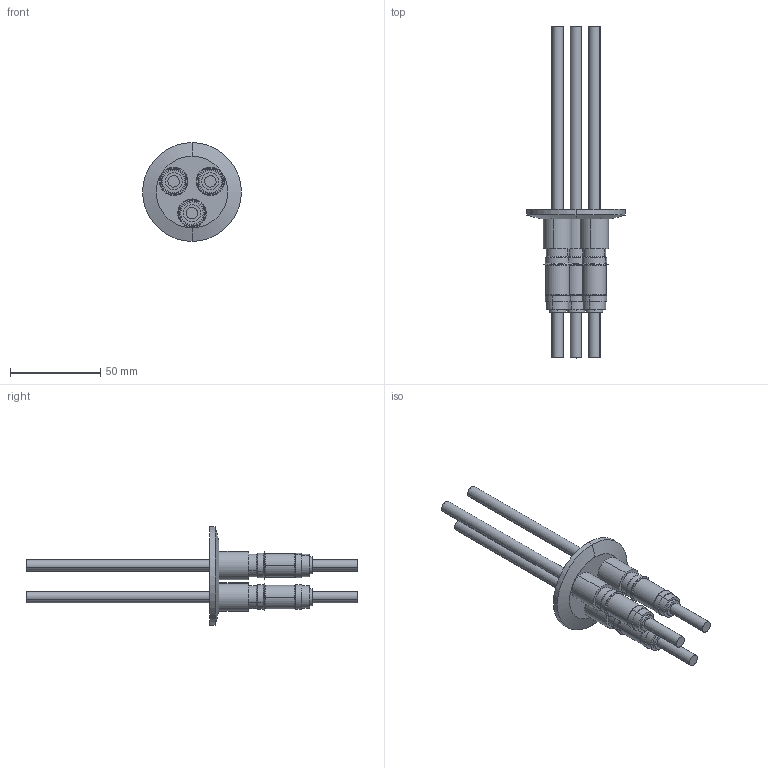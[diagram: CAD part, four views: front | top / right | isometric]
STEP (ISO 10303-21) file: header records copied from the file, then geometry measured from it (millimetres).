
FILE_DESCRIPTION (( 'STEP AP203' ), '1' );
FILE_NAME ('A0115-1-QF.STEP', '2019-10-25T13:55:23', ( '' ), ( '' ), 'SwSTEP 2.0', 'SolidWorks 2019', '' );
FILE_SCHEMA (( 'CONFIG_CONTROL_DESIGN' ));
Length unit declared in the file: inch
Products named in the file (1): A0115-1-QF
Bounding box: 54.86 x 184.15 x 54.86 mm (x, y, z)
Volume: 39378.3 mm3; surface area: 29916.4 mm2
Topology: 1 solids, 1 shells, 171 faces, 346 edges, 220 vertices
Faces by surface type: cylinder 100, plane 45, cone 20, torus 6
Entity records: 4629 total; most frequent: DIRECTION 916, CARTESIAN_POINT 738, ORIENTED_EDGE 692, AXIS2_PLACEMENT_3D 398, EDGE_CURVE 346, CIRCLE 226, VERTEX_POINT 220, EDGE_LOOP 214
